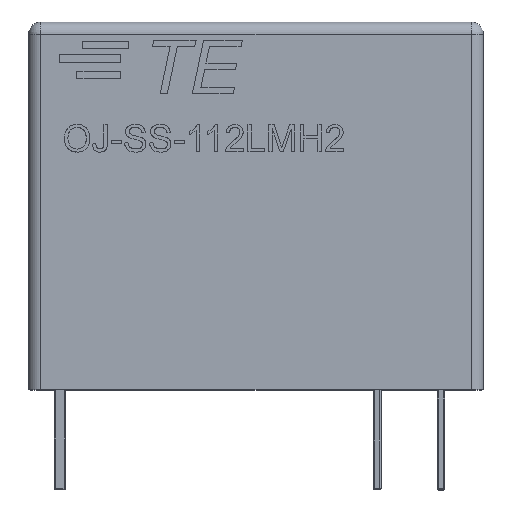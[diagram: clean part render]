
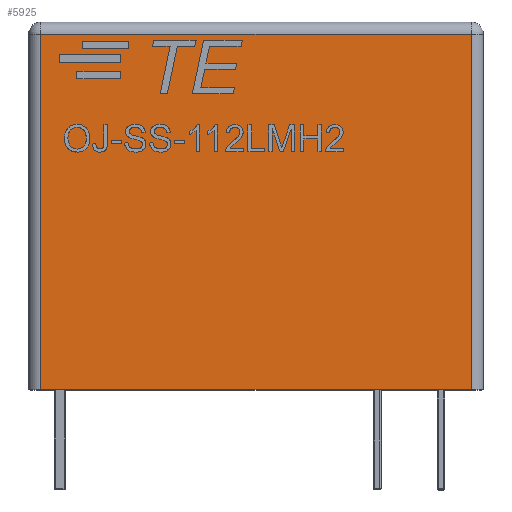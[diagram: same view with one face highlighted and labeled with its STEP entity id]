
A CAD part, top view. The second image highlights one B-rep face of the part: STEP entity #5925.
In plain terms, the highlighted planar face has unit normal (0, 0, 1).
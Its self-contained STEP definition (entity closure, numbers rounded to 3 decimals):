
#517=PLANE('',#6352);
#683=LINE('',#7836,#1217);
#689=LINE('',#7863,#1223);
#691=LINE('',#7867,#1225);
#695=LINE('',#7875,#1229);
#1217=VECTOR('',#6679,10.);
#1223=VECTOR('',#6711,10.);
#1225=VECTOR('',#6717,10.);
#1229=VECTOR('',#6729,10.);
#1804=FACE_OUTER_BOUND('',#2173,.T.);
#2173=EDGE_LOOP('',(#4175,#4176,#4177,#4178));
#2624=VERTEX_POINT('',#7829);
#2626=VERTEX_POINT('',#7834);
#2631=VERTEX_POINT('',#7853);
#2633=VERTEX_POINT('',#7859);
#3214=EDGE_CURVE('',#2626,#2624,#683,.T.);
#3228=EDGE_CURVE('',#2631,#2633,#689,.T.);
#3230=EDGE_CURVE('',#2624,#2631,#691,.T.);
#3234=EDGE_CURVE('',#2626,#2633,#695,.T.);
#4175=ORIENTED_EDGE('',*,*,#3214,.F.);
#4176=ORIENTED_EDGE('',*,*,#3234,.T.);
#4177=ORIENTED_EDGE('',*,*,#3228,.F.);
#4178=ORIENTED_EDGE('',*,*,#3230,.F.);
#5925=ADVANCED_FACE('',(#1804),#517,.T.);
#6352=AXIS2_PLACEMENT_3D('',#7877,#6731,#6732);
#6679=DIRECTION('',(0.,1.,0.));
#6711=DIRECTION('',(0.,-1.,0.));
#6717=DIRECTION('',(1.,0.,0.));
#6729=DIRECTION('',(1.,0.,0.));
#6731=DIRECTION('center_axis',(0.,0.,1.));
#6732=DIRECTION('ref_axis',(1.,0.,0.));
#7829=CARTESIAN_POINT('',(-8.6,14.2,5.1));
#7834=CARTESIAN_POINT('',(-8.6,0.,5.1));
#7836=CARTESIAN_POINT('',(-8.6,0.,5.1));
#7853=CARTESIAN_POINT('',(8.6,14.2,5.1));
#7859=CARTESIAN_POINT('',(8.6,0.,5.1));
#7863=CARTESIAN_POINT('',(8.6,0.,5.1));
#7867=CARTESIAN_POINT('',(-4.55,14.2,5.1));
#7875=CARTESIAN_POINT('',(-9.1,0.,5.1));
#7877=CARTESIAN_POINT('Origin',(-9.1,0.,5.1));
